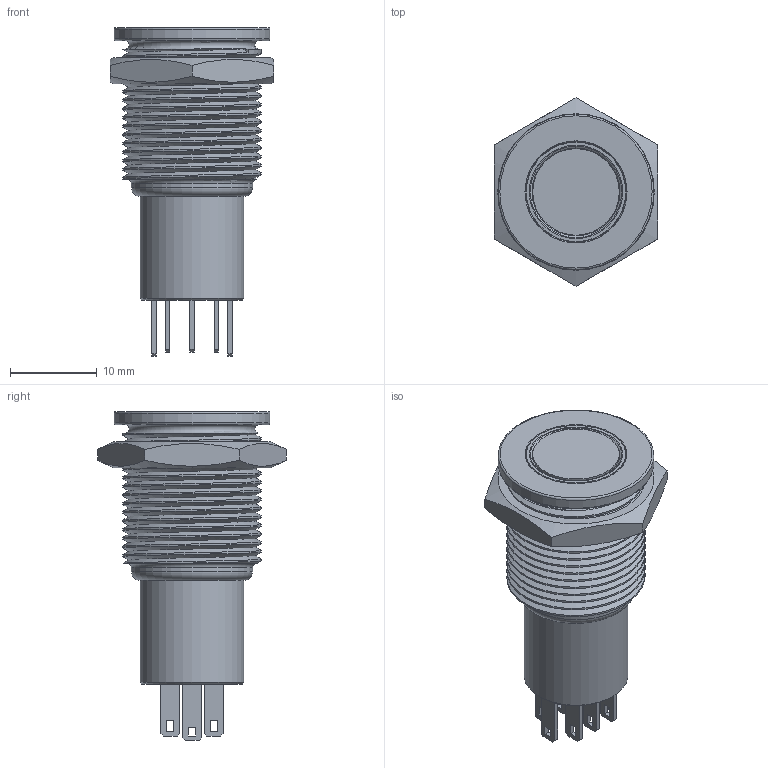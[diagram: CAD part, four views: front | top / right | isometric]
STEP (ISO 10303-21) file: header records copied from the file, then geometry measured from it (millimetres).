
FILE_DESCRIPTION(('STEP AP203'), '1');
FILE_NAME('Illuminated button LAS2GQ-F22-EB-24', '', ('UNSPECIFIED'), ('UNSPECIFIED'), 'ASCON STEP Converter 1.6', 'ASCON Math Kernel', '');
FILE_SCHEMA(('CONFIG_CONTROL_DESIGN'));
Length unit declared in the file: millimetre
Products named in the file (1): Illuminated button LAS2GQ-F22-EB-24
Bounding box: 18.88 x 21.8 x 38 mm (x, y, z)
Volume: 5364 mm3; surface area: 3783 mm2
Topology: 13 solids, 13 shells, 159 faces, 379 edges, 250 vertices
Faces by surface type: plane 118, cylinder 23, torus 10, cone 6, bspline 2
Full cylindrical faces by diameter (mm): 10 x3, 12 x1, 14 x1, 16 x1, 18 x1
Entity records: 13158 total; most frequent: CARTESIAN_POINT 8212, ORIENTED_EDGE 708, DIRECTION 652, EDGE_CURVE 354, LINE 264, VECTOR 264, VERTEX_POINT 247, EDGE_LOOP 205
